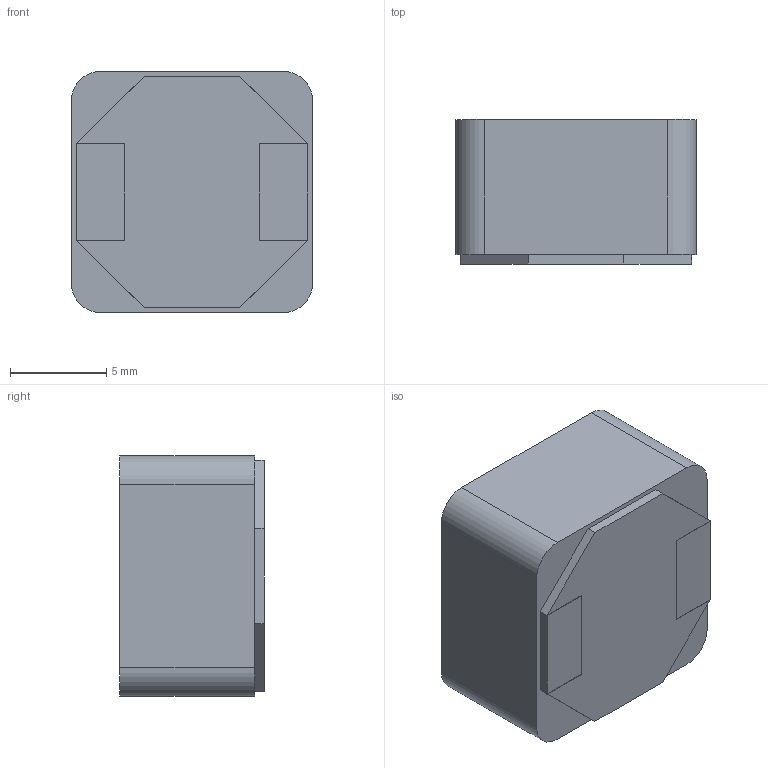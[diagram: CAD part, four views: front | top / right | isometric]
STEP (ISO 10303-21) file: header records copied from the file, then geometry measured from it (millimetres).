
FILE_DESCRIPTION (( 'STEP AP203' ), '1' );
FILE_NAME ('User Library-Inductor SRR1280 Series.STEP', '2014-12-17T10:58:13', ( 'Windows User' ), ( '' ), 'SwSTEP 2.0', 'SolidWorks 2015', '' );
FILE_SCHEMA (( 'CONFIG_CONTROL_DESIGN' ));
Length unit declared in the file: millimetre
Products named in the file (1): User Library-Inductor SRR1280 Series
Bounding box: 12.5 x 7.51 x 12.5 mm (x, y, z)
Volume: 1138 mm3; surface area: 667.3 mm2
Topology: 1 solids, 1 shells, 46 faces, 119 edges, 78 vertices
Faces by surface type: plane 29, cylinder 17
Entity records: 1482 total; most frequent: DIRECTION 247, CARTESIAN_POINT 244, ORIENTED_EDGE 238, EDGE_CURVE 119, VECTOR 85, LINE 85, AXIS2_PLACEMENT_3D 81, VERTEX_POINT 78
